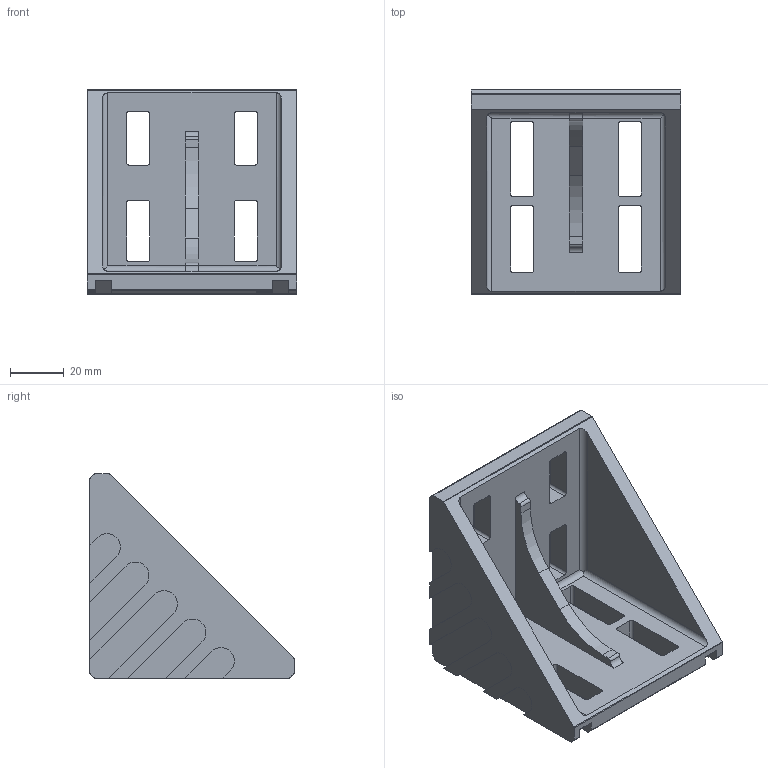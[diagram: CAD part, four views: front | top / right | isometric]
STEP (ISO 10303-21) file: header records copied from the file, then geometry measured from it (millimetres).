
FILE_DESCRIPTION(('STEP AP214'),'1');
FILE_NAME('cctmp_FB44732F-9B72-4022-8D44-6CDC7F841C23_2020_1_13_14_15_37_311..stp','2020-01-13T13:15:37',('Bosch Rexroth AG'),('CADClick - www.CADClick.com'),'Spatial InterOp 3D',' ','unknown authorization - (Healing Option Enabled)');
FILE_SCHEMA(('AUTOMOTIVE_DESIGN'));
Length unit declared in the file: millimetre
Products named in the file (1): 2020_01_13__14-15-37-311
Bounding box: 78 x 76 x 76 mm (x, y, z)
Volume: 94212.2 mm3; surface area: 41823.2 mm2
Topology: 1 solids, 1 shells, 453 faces, 1278 edges, 852 vertices
Faces by surface type: plane 255, cylinder 198
Entity records: 18408 total; most frequent: CARTESIAN_POINT 2584, DIRECTION 2582, ORIENTED_EDGE 2556, EDGE_CURVE 1278, LINE 882, VECTOR 882, VERTEX_POINT 852, AXIS2_PLACEMENT_3D 850
